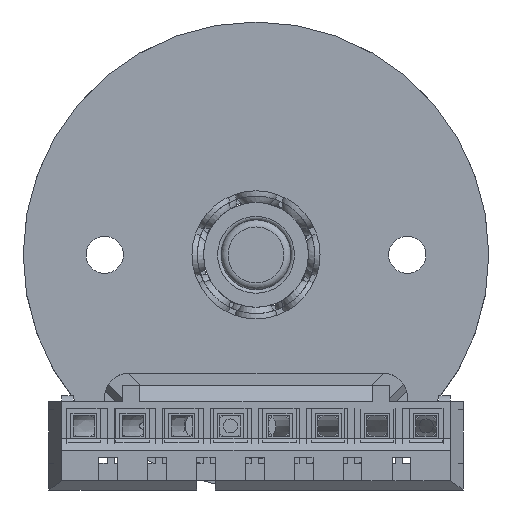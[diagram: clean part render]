
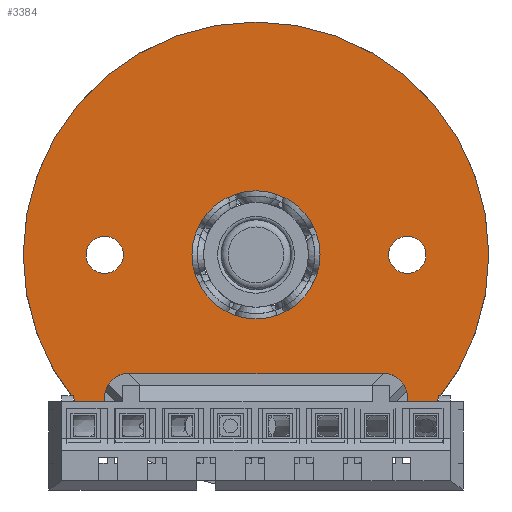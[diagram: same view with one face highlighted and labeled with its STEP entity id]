
A CAD part, front view. The second image highlights one B-rep face of the part: STEP entity #3384.
In plain terms, the highlighted planar face has unit normal (0, -1, 0).
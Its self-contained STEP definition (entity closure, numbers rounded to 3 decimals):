
#45 = CIRCLE ( 'NONE', #9053, 2.75 ) ;
#66 = ORIENTED_EDGE ( 'NONE', *, *, #9681, .T. ) ;
#113 = CARTESIAN_POINT ( 'NONE',  ( 7.599, 0., 6.5 ) ) ;
#152 = CIRCLE ( 'NONE', #2021, 1. ) ;
#464 = CARTESIAN_POINT ( 'NONE',  ( 6.1, 0., -6.5 ) ) ;
#706 = EDGE_LOOP ( 'NONE', ( #12675 ) ) ;
#989 = LINE ( 'NONE', #8661, #14580 ) ;
#1304 = CARTESIAN_POINT ( 'NONE',  ( 0., 0., 5.7 ) ) ;
#1344 = FACE_OUTER_BOUND ( 'NONE', #2768, .T. ) ;
#1458 = EDGE_CURVE ( 'NONE', #1894, #3655, #989, .T. ) ;
#1547 = LINE ( 'NONE', #10594, #1935 ) ;
#1584 = AXIS2_PLACEMENT_3D ( 'NONE', #14713, #9062, #8876 ) ;
#1894 = VERTEX_POINT ( 'NONE', #6987 ) ;
#1935 = VECTOR ( 'NONE', #4553, 1000. ) ;
#2021 = AXIS2_PLACEMENT_3D ( 'NONE', #15033, #8910, #17666 ) ;
#2072 = EDGE_CURVE ( 'NONE', #8518, #12494, #11064, .T. ) ;
#2175 = CARTESIAN_POINT ( 'NONE',  ( 6.1, 0., 6.5 ) ) ;
#2249 = DIRECTION ( 'NONE',  ( 0., 1., 0. ) ) ;
#2637 = ORIENTED_EDGE ( 'NONE', *, *, #17856, .F. ) ;
#2714 = CARTESIAN_POINT ( 'NONE',  ( 7.599, 0., -6.5 ) ) ;
#2768 = EDGE_LOOP ( 'NONE', ( #7651, #5023, #3373, #8636, #4504, #66 ) ) ;
#3373 = ORIENTED_EDGE ( 'NONE', *, *, #4858, .F. ) ;
#3384 = ADVANCED_FACE ( 'NONE', ( #8718, #14253, #1344, #13193 ), #12995, .T. ) ;
#3504 = EDGE_CURVE ( 'NONE', #17111, #3655, #152, .T. ) ;
#3655 = VERTEX_POINT ( 'NONE', #9859 ) ;
#4504 = ORIENTED_EDGE ( 'NONE', *, *, #1458, .F. ) ;
#4553 = DIRECTION ( 'NONE',  ( 1., 0., 0. ) ) ;
#4767 = AXIS2_PLACEMENT_3D ( 'NONE', #4934, #6391, #15146 ) ;
#4858 = EDGE_CURVE ( 'NONE', #17111, #12494, #1547, .T. ) ;
#4934 = CARTESIAN_POINT ( 'NONE',  ( 0., 0., -6.5 ) ) ;
#5023 = ORIENTED_EDGE ( 'NONE', *, *, #2072, .T. ) ;
#5100 = DIRECTION ( 'NONE',  ( 0., -1., 0. ) ) ;
#5207 = DIRECTION ( 'NONE',  ( -1., 0., 0. ) ) ;
#5368 = CIRCLE ( 'NONE', #9421, 1. ) ;
#5417 = CARTESIAN_POINT ( 'NONE',  ( 2.75, 0., 0. ) ) ;
#6391 = DIRECTION ( 'NONE',  ( 0., -1., 0. ) ) ;
#6407 = DIRECTION ( 'NONE',  ( 0., 0., -1. ) ) ;
#6987 = CARTESIAN_POINT ( 'NONE',  ( 5.1, 0., 5.5 ) ) ;
#7468 = CIRCLE ( 'NONE', #1584, 0.8 ) ;
#7651 = ORIENTED_EDGE ( 'NONE', *, *, #12770, .F. ) ;
#8518 = VERTEX_POINT ( 'NONE', #113 ) ;
#8567 = AXIS2_PLACEMENT_3D ( 'NONE', #18546, #13876, #15528 ) ;
#8636 = ORIENTED_EDGE ( 'NONE', *, *, #3504, .T. ) ;
#8661 = CARTESIAN_POINT ( 'NONE',  ( 5.1, 0., -6.5 ) ) ;
#8676 = VERTEX_POINT ( 'NONE', #1304 ) ;
#8718 = FACE_BOUND ( 'NONE', #15452, .T. ) ;
#8876 = DIRECTION ( 'NONE',  ( 0., 0., -1. ) ) ;
#8910 = DIRECTION ( 'NONE',  ( 0., 1., 0. ) ) ;
#9053 = AXIS2_PLACEMENT_3D ( 'NONE', #12394, #5100, #16971 ) ;
#9062 = DIRECTION ( 'NONE',  ( 0., -1., 0. ) ) ;
#9421 = AXIS2_PLACEMENT_3D ( 'NONE', #11088, #2249, #6407 ) ;
#9681 = EDGE_CURVE ( 'NONE', #1894, #11610, #5368, .T. ) ;
#9859 = CARTESIAN_POINT ( 'NONE',  ( 5.1, 0., -5.5 ) ) ;
#10062 = EDGE_CURVE ( 'NONE', #12762, #12762, #19065, .T. ) ;
#10065 = ORIENTED_EDGE ( 'NONE', *, *, #10062, .F. ) ;
#10090 = DIRECTION ( 'NONE',  ( 0., 0., -1. ) ) ;
#10341 = CARTESIAN_POINT ( 'NONE',  ( 0., 0., -2.75 ) ) ;
#10594 = CARTESIAN_POINT ( 'NONE',  ( 14.9, 0., -6.5 ) ) ;
#11064 = CIRCLE ( 'NONE', #8567, 10. ) ;
#11088 = CARTESIAN_POINT ( 'NONE',  ( 6.1, 0., 5.5 ) ) ;
#11610 = VERTEX_POINT ( 'NONE', #2175 ) ;
#12270 = AXIS2_PLACEMENT_3D ( 'NONE', #5417, #19137, #10090 ) ;
#12394 = CARTESIAN_POINT ( 'NONE',  ( 0., 0., 0. ) ) ;
#12494 = VERTEX_POINT ( 'NONE', #2714 ) ;
#12675 = ORIENTED_EDGE ( 'NONE', *, *, #14628, .F. ) ;
#12762 = VERTEX_POINT ( 'NONE', #14033 ) ;
#12770 = EDGE_CURVE ( 'NONE', #8518, #11610, #17085, .T. ) ;
#12995 = PLANE ( 'NONE',  #12270 ) ;
#13193 = FACE_BOUND ( 'NONE', #706, .T. ) ;
#13876 = DIRECTION ( 'NONE',  ( 0., -1., 0. ) ) ;
#14033 = CARTESIAN_POINT ( 'NONE',  ( 0., 0., -7.3 ) ) ;
#14253 = FACE_BOUND ( 'NONE', #15211, .T. ) ;
#14580 = VECTOR ( 'NONE', #18988, 1000. ) ;
#14628 = EDGE_CURVE ( 'NONE', #17625, #17625, #45, .T. ) ;
#14713 = CARTESIAN_POINT ( 'NONE',  ( 0., 0., 6.5 ) ) ;
#15033 = CARTESIAN_POINT ( 'NONE',  ( 6.1, 0., -5.5 ) ) ;
#15146 = DIRECTION ( 'NONE',  ( 0., 0., -1. ) ) ;
#15211 = EDGE_LOOP ( 'NONE', ( #10065 ) ) ;
#15452 = EDGE_LOOP ( 'NONE', ( #2637 ) ) ;
#15528 = DIRECTION ( 'NONE',  ( 0., 0., -1. ) ) ;
#16901 = CARTESIAN_POINT ( 'NONE',  ( 14.9, 0., 6.5 ) ) ;
#16971 = DIRECTION ( 'NONE',  ( 0., 0., -1. ) ) ;
#17085 = LINE ( 'NONE', #16901, #17419 ) ;
#17111 = VERTEX_POINT ( 'NONE', #464 ) ;
#17419 = VECTOR ( 'NONE', #5207, 1000. ) ;
#17625 = VERTEX_POINT ( 'NONE', #10341 ) ;
#17666 = DIRECTION ( 'NONE',  ( 0., 0., -1. ) ) ;
#17856 = EDGE_CURVE ( 'NONE', #8676, #8676, #7468, .T. ) ;
#18546 = CARTESIAN_POINT ( 'NONE',  ( 0., 0., 0. ) ) ;
#18988 = DIRECTION ( 'NONE',  ( 0., 0., -1. ) ) ;
#19065 = CIRCLE ( 'NONE', #4767, 0.8 ) ;
#19137 = DIRECTION ( 'NONE',  ( 0., -1., 0. ) ) ;
